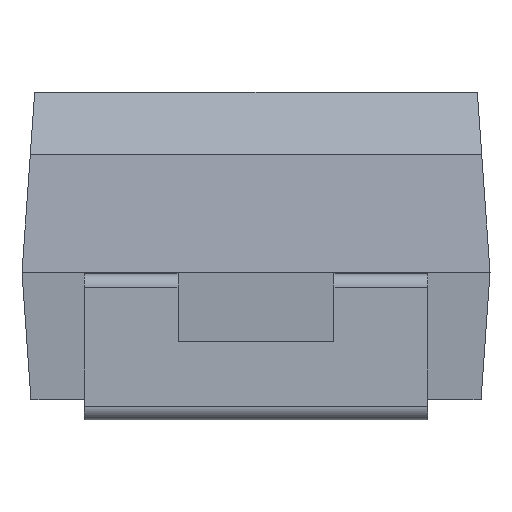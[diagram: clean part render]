
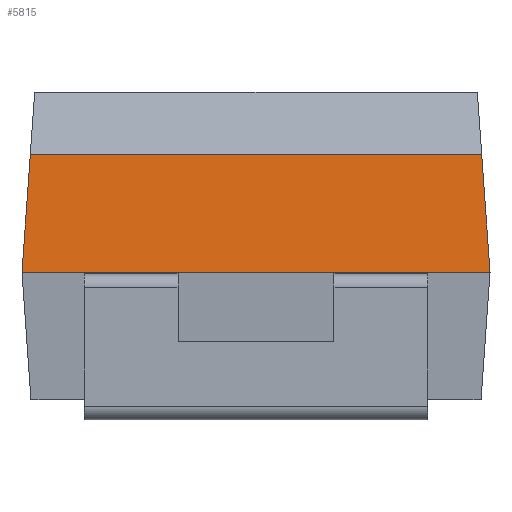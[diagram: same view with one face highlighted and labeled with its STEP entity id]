
A CAD part, left-side view. The second image highlights one B-rep face of the part: STEP entity #5815.
In plain terms, the highlighted free-form (B-spline) face has degree [1, 1] with [2, 2] control points.
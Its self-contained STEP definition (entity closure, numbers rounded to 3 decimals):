
#1905 = B_SPLINE_SURFACE_WITH_KNOTS('',1,1,(
    (#1906,#1907)
    ,(#1908,#1909
    )),.UNSPECIFIED.,.F.,.F.,.F.,(2,2),(2,2),(0.,3.),(0.,1.),
  .PIECEWISE_BEZIER_KNOTS.);
#1906 = CARTESIAN_POINT('',(-1.663,1.443,0.13));
#1907 = CARTESIAN_POINT('',(-1.72,1.5,0.945));
#1908 = CARTESIAN_POINT('',(-1.663,-1.443,0.13));
#1909 = CARTESIAN_POINT('',(-1.72,-1.5,0.945));
#2166 = VERTEX_POINT('',#2167);
#2167 = CARTESIAN_POINT('',(-1.72,-1.5,0.945));
#2181 = B_SPLINE_SURFACE_WITH_KNOTS('',1,1,(
    (#2182,#2183)
    ,(#2184,#2185
    )),.UNSPECIFIED.,.F.,.F.,.F.,(2,2),(2,2),(0.,3.44),(0.,1.),
  .PIECEWISE_BEZIER_KNOTS.);
#2182 = CARTESIAN_POINT('',(-1.72,-1.5,0.945));
#2183 = CARTESIAN_POINT('',(-1.639,-1.419,2.1));
#2184 = CARTESIAN_POINT('',(1.72,-1.5,0.945));
#2185 = CARTESIAN_POINT('',(1.639,-1.419,2.1));
#2232 = B_SPLINE_SURFACE_WITH_KNOTS('',1,1,(
    (#2233,#2234)
    ,(#2235,#2236
    )),.UNSPECIFIED.,.F.,.F.,.F.,(2,2),(2,2),(0.,3.44),(0.,1.),
  .PIECEWISE_BEZIER_KNOTS.);
#2233 = CARTESIAN_POINT('',(1.72,1.5,0.945));
#2234 = CARTESIAN_POINT('',(1.639,1.419,2.1));
#2235 = CARTESIAN_POINT('',(-1.72,1.5,0.945));
#2236 = CARTESIAN_POINT('',(-1.639,1.419,2.1));
#2296 = VERTEX_POINT('',#2297);
#2297 = CARTESIAN_POINT('',(-1.72,1.5,0.945));
#3300 = EDGE_CURVE('',#2296,#2166,#3301,.T.);
#3301 = SURFACE_CURVE('',#3302,(#3306,#3313),.PCURVE_S1.);
#3302 = LINE('',#3303,#3304);
#3303 = CARTESIAN_POINT('',(-1.72,1.5,0.945));
#3304 = VECTOR('',#3305,1.);
#3305 = DIRECTION('',(0.,-1.,0.));
#3306 = PCURVE('',#1905,#3307);
#3307 = DEFINITIONAL_REPRESENTATION('',(#3308),#3312);
#3308 = LINE('',#3309,#3310);
#3309 = CARTESIAN_POINT('',(0.,1.));
#3310 = VECTOR('',#3311,1.);
#3311 = DIRECTION('',(1.,0.));
#3312 = ( GEOMETRIC_REPRESENTATION_CONTEXT(2) 
PARAMETRIC_REPRESENTATION_CONTEXT() REPRESENTATION_CONTEXT('2D SPACE',''
  ) );
#3313 = PCURVE('',#3314,#3319);
#3314 = B_SPLINE_SURFACE_WITH_KNOTS('',1,1,(
    (#3315,#3316)
    ,(#3317,#3318
    )),.UNSPECIFIED.,.F.,.F.,.F.,(2,2),(2,2),(0.,3.),(0.,1.),
  .PIECEWISE_BEZIER_KNOTS.);
#3315 = CARTESIAN_POINT('',(-1.72,1.5,0.945));
#3316 = CARTESIAN_POINT('',(-1.639,1.419,2.1));
#3317 = CARTESIAN_POINT('',(-1.72,-1.5,0.945));
#3318 = CARTESIAN_POINT('',(-1.639,-1.419,2.1));
#3319 = DEFINITIONAL_REPRESENTATION('',(#3320),#3324);
#3320 = LINE('',#3321,#3322);
#3321 = CARTESIAN_POINT('',(0.,0.));
#3322 = VECTOR('',#3323,1.);
#3323 = DIRECTION('',(1.,0.));
#3324 = ( GEOMETRIC_REPRESENTATION_CONTEXT(2) 
PARAMETRIC_REPRESENTATION_CONTEXT() REPRESENTATION_CONTEXT('2D SPACE',''
  ) );
#4040 = VERTEX_POINT('',#4041);
#4041 = CARTESIAN_POINT('',(-1.667,-1.447,
    1.701));
#4557 = B_SPLINE_SURFACE_WITH_KNOTS('',1,2,(
    (#4558,#4559,#4560,#4561,#4562)
    ,(#4563,#4564,#4565,#4566,#4567
    )),.UNSPECIFIED.,.F.,.F.,.F.,(2,2),(3,1,1,3),(0.,2.894),(
    -0.202,-0.028,2.866,3.039),
  .UNSPECIFIED.);
#4558 = CARTESIAN_POINT('',(-1.667,1.621,
    1.701));
#4559 = CARTESIAN_POINT('',(-1.667,1.534,
    1.701));
#4560 = CARTESIAN_POINT('',(-1.667,0.,
    1.701));
#4561 = CARTESIAN_POINT('',(-1.667,-1.534,
    1.701));
#4562 = CARTESIAN_POINT('',(-1.667,-1.621,
    1.701));
#4563 = CARTESIAN_POINT('',(-1.239,1.621,2.1));
#4564 = CARTESIAN_POINT('',(-1.239,1.534,2.1));
#4565 = CARTESIAN_POINT('',(-1.239,0.,2.1));
#4566 = CARTESIAN_POINT('',(-1.239,-1.534,2.1));
#4567 = CARTESIAN_POINT('',(-1.239,-1.621,2.1));
#4826 = EDGE_CURVE('',#2166,#4040,#4827,.T.);
#4827 = SURFACE_CURVE('',#4828,(#4831,#4838),.PCURVE_S1.);
#4828 = B_SPLINE_CURVE_WITH_KNOTS('',1,(#4829,#4830),.UNSPECIFIED.,.F.,
  .F.,(2,2),(0.,1.),.PIECEWISE_BEZIER_KNOTS.);
#4829 = CARTESIAN_POINT('',(-1.72,-1.5,0.945));
#4830 = CARTESIAN_POINT('',(-1.639,-1.419,2.1));
#4831 = PCURVE('',#2181,#4832);
#4832 = DEFINITIONAL_REPRESENTATION('',(#4833),#4837);
#4833 = LINE('',#4834,#4835);
#4834 = CARTESIAN_POINT('',(0.,0.));
#4835 = VECTOR('',#4836,1.);
#4836 = DIRECTION('',(0.,1.));
#4837 = ( GEOMETRIC_REPRESENTATION_CONTEXT(2) 
PARAMETRIC_REPRESENTATION_CONTEXT() REPRESENTATION_CONTEXT('2D SPACE',''
  ) );
#4838 = PCURVE('',#3314,#4839);
#4839 = DEFINITIONAL_REPRESENTATION('',(#4840),#4844);
#4840 = LINE('',#4841,#4842);
#4841 = CARTESIAN_POINT('',(3.,0.));
#4842 = VECTOR('',#4843,1.);
#4843 = DIRECTION('',(0.,1.));
#4844 = ( GEOMETRIC_REPRESENTATION_CONTEXT(2) 
PARAMETRIC_REPRESENTATION_CONTEXT() REPRESENTATION_CONTEXT('2D SPACE',''
  ) );
#4851 = EDGE_CURVE('',#2296,#4852,#4854,.T.);
#4852 = VERTEX_POINT('',#4853);
#4853 = CARTESIAN_POINT('',(-1.667,1.447,
    1.701));
#4854 = SURFACE_CURVE('',#4855,(#4858,#4865),.PCURVE_S1.);
#4855 = B_SPLINE_CURVE_WITH_KNOTS('',1,(#4856,#4857),.UNSPECIFIED.,.F.,
  .F.,(2,2),(0.,1.),.PIECEWISE_BEZIER_KNOTS.);
#4856 = CARTESIAN_POINT('',(-1.72,1.5,0.945));
#4857 = CARTESIAN_POINT('',(-1.639,1.419,2.1));
#4858 = PCURVE('',#2232,#4859);
#4859 = DEFINITIONAL_REPRESENTATION('',(#4860),#4864);
#4860 = LINE('',#4861,#4862);
#4861 = CARTESIAN_POINT('',(3.44,0.));
#4862 = VECTOR('',#4863,1.);
#4863 = DIRECTION('',(0.,1.));
#4864 = ( GEOMETRIC_REPRESENTATION_CONTEXT(2) 
PARAMETRIC_REPRESENTATION_CONTEXT() REPRESENTATION_CONTEXT('2D SPACE',''
  ) );
#4865 = PCURVE('',#3314,#4866);
#4866 = DEFINITIONAL_REPRESENTATION('',(#4867),#4871);
#4867 = LINE('',#4868,#4869);
#4868 = CARTESIAN_POINT('',(0.,0.));
#4869 = VECTOR('',#4870,1.);
#4870 = DIRECTION('',(0.,1.));
#4871 = ( GEOMETRIC_REPRESENTATION_CONTEXT(2) 
PARAMETRIC_REPRESENTATION_CONTEXT() REPRESENTATION_CONTEXT('2D SPACE',''
  ) );
#5815 = ADVANCED_FACE('',(#5816),#3314,.T.);
#5816 = FACE_BOUND('',#5817,.T.);
#5817 = EDGE_LOOP('',(#5818,#5819,#5841,#5842));
#5818 = ORIENTED_EDGE('',*,*,#4826,.T.);
#5819 = ORIENTED_EDGE('',*,*,#5820,.F.);
#5820 = EDGE_CURVE('',#4852,#4040,#5821,.T.);
#5821 = SURFACE_CURVE('',#5822,(#5828,#5834),.PCURVE_S1.);
#5822 = B_SPLINE_CURVE_WITH_KNOTS('',2,(#5823,#5824,#5825,#5826,#5827),
  .UNSPECIFIED.,.F.,.F.,(3,1,1,3),(-0.202,-0.028,
    2.866,3.039),.UNSPECIFIED.);
#5823 = CARTESIAN_POINT('',(-1.667,1.621,
    1.701));
#5824 = CARTESIAN_POINT('',(-1.667,1.534,
    1.701));
#5825 = CARTESIAN_POINT('',(-1.667,0.,
    1.701));
#5826 = CARTESIAN_POINT('',(-1.667,-1.534,
    1.701));
#5827 = CARTESIAN_POINT('',(-1.667,-1.621,
    1.701));
#5828 = PCURVE('',#3314,#5829);
#5829 = DEFINITIONAL_REPRESENTATION('',(#5830),#5833);
#5830 = B_SPLINE_CURVE_WITH_KNOTS('',1,(#5831,#5832),.UNSPECIFIED.,.F.,
  .F.,(2,2),(-0.028,2.866),
  .PIECEWISE_BEZIER_KNOTS.);
#5831 = CARTESIAN_POINT('',(0.,0.655));
#5832 = CARTESIAN_POINT('',(3.,0.655));
#5833 = ( GEOMETRIC_REPRESENTATION_CONTEXT(2) 
PARAMETRIC_REPRESENTATION_CONTEXT() REPRESENTATION_CONTEXT('2D SPACE',''
  ) );
#5834 = PCURVE('',#4557,#5835);
#5835 = DEFINITIONAL_REPRESENTATION('',(#5836),#5840);
#5836 = LINE('',#5837,#5838);
#5837 = CARTESIAN_POINT('',(0.,0.));
#5838 = VECTOR('',#5839,1.);
#5839 = DIRECTION('',(0.,1.));
#5840 = ( GEOMETRIC_REPRESENTATION_CONTEXT(2) 
PARAMETRIC_REPRESENTATION_CONTEXT() REPRESENTATION_CONTEXT('2D SPACE',''
  ) );
#5841 = ORIENTED_EDGE('',*,*,#4851,.F.);
#5842 = ORIENTED_EDGE('',*,*,#3300,.T.);
